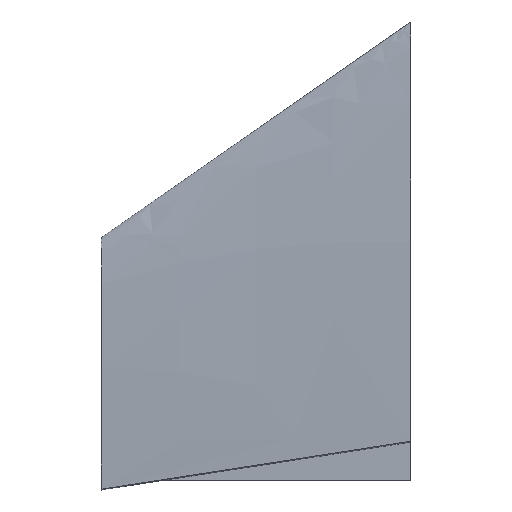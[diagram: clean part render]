
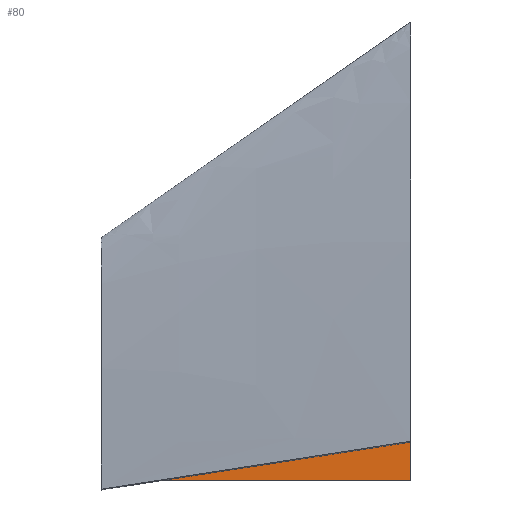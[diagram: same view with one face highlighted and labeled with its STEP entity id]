
A CAD part, top view. The second image highlights one B-rep face of the part: STEP entity #80.
In plain terms, the highlighted planar face has unit normal (0, 0, 1).
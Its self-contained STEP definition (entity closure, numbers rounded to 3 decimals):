
#25 = EDGE_CURVE ( 'NONE', #320, #975, #76, .T. ) ;
#48 = VECTOR ( 'NONE', #632, 1000. ) ;
#76 = LINE ( 'NONE', #532, #383 ) ;
#80 = ADVANCED_FACE ( 'NONE', ( #430 ), #1128, .T. ) ;
#92 = AXIS2_PLACEMENT_3D ( 'NONE', #606, #1056, #615 ) ;
#126 = EDGE_CURVE ( 'NONE', #213, #320, #353, .T. ) ;
#184 = EDGE_CURVE ( 'NONE', #813, #213, #1077, .T. ) ;
#197 = DIRECTION ( 'NONE',  ( 0., -1., 0. ) ) ;
#213 = VERTEX_POINT ( 'NONE', #980 ) ;
#235 = VECTOR ( 'NONE', #197, 1000. ) ;
#255 = VECTOR ( 'NONE', #969, 1000. ) ;
#320 = VERTEX_POINT ( 'NONE', #609 ) ;
#353 = LINE ( 'NONE', #785, #255 ) ;
#374 = CARTESIAN_POINT ( 'NONE',  ( -184.15, -8.89, 3.175 ) ) ;
#379 = ORIENTED_EDGE ( 'NONE', *, *, #647, .T. ) ;
#383 = VECTOR ( 'NONE', #425, 1000. ) ;
#425 = DIRECTION ( 'NONE',  ( 0., 1., 0. ) ) ;
#430 = FACE_OUTER_BOUND ( 'NONE', #1088, .T. ) ;
#486 = CARTESIAN_POINT ( 'NONE',  ( -38.1, 194.31, 3.175 ) ) ;
#532 = CARTESIAN_POINT ( 'NONE',  ( -38.1, 194.31, 3.175 ) ) ;
#606 = CARTESIAN_POINT ( 'NONE',  ( 0., 0., 3.175 ) ) ;
#609 = CARTESIAN_POINT ( 'NONE',  ( -38.1, -8.89, 3.175 ) ) ;
#615 = DIRECTION ( 'NONE',  ( 1., 0., 0. ) ) ;
#632 = DIRECTION ( 'NONE',  ( -0.821, -0.571, 0. ) ) ;
#647 = EDGE_CURVE ( 'NONE', #975, #813, #718, .T. ) ;
#655 = ORIENTED_EDGE ( 'NONE', *, *, #126, .T. ) ;
#718 = LINE ( 'NONE', #1072, #48 ) ;
#725 = CARTESIAN_POINT ( 'NONE',  ( -184.15, 92.71, 3.175 ) ) ;
#785 = CARTESIAN_POINT ( 'NONE',  ( -184.15, -8.89, 3.175 ) ) ;
#813 = VERTEX_POINT ( 'NONE', #725 ) ;
#969 = DIRECTION ( 'NONE',  ( 1., 0., 0. ) ) ;
#975 = VERTEX_POINT ( 'NONE', #486 ) ;
#980 = CARTESIAN_POINT ( 'NONE',  ( -184.15, -8.89, 3.175 ) ) ;
#1026 = ORIENTED_EDGE ( 'NONE', *, *, #25, .T. ) ;
#1056 = DIRECTION ( 'NONE',  ( 0., 0., 1. ) ) ;
#1072 = CARTESIAN_POINT ( 'NONE',  ( -184.15, 92.71, 3.175 ) ) ;
#1077 = LINE ( 'NONE', #374, #235 ) ;
#1088 = EDGE_LOOP ( 'NONE', ( #1026, #379, #1094, #655 ) ) ;
#1094 = ORIENTED_EDGE ( 'NONE', *, *, #184, .T. ) ;
#1128 = PLANE ( 'NONE',  #92 ) ;
